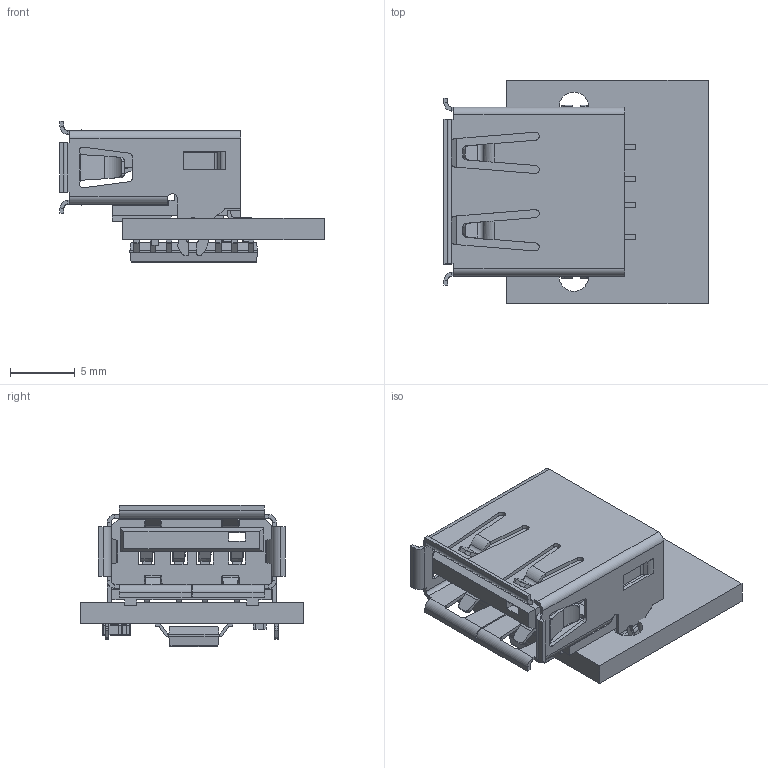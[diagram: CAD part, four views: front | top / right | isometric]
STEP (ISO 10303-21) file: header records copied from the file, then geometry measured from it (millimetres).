
FILE_DESCRIPTION(('Open CASCADE Model'),'2;1');
FILE_NAME('Open CASCADE Shape Model','2025-04-24T12:06:40',('Author'),( 'Open CASCADE'),'Open CASCADE STEP processor 7.5','Open CASCADE 7.5' ,'Unknown');
FILE_SCHEMA(('AUTOMOTIVE_DESIGN { 1 0 10303 214 1 1 1 1 }'));
Length unit declared in the file: millimetre
Products named in the file (13): Open CASCADE STEP translator 7.5 1; Open CASCADE STEP translator 7.5 2; Open CASCADE STEP translator 7.5 3; Open CASCADE STEP translator 7.5 4; Open CASCADE STEP translator 7.5 5; Open CASCADE STEP translator 7.5 6; Open CASCADE STEP translator 7.5 7; Open CASCADE STEP translator 7.5 8; Open CASCADE STEP translator 7.5 9; Open CASCADE STEP translator 7.5 10; Open CASCADE STEP translator 7.5 11; Open CASCADE STEP translator 7.5 12; Open CASCADE STEP translator 7.5 13
Bounding box: 20.47 x 17.3 x 10.93 mm (x, y, z)
Volume: 1024.3 mm3; surface area: 2860.9 mm2
Topology: 28 solids, 32 shells, 1231 faces, 3221 edges, 1999 vertices
Faces by surface type: plane 820, cylinder 302, bspline 84, sphere 16, extrusion 8, cone 1
Full cylindrical faces by diameter (mm): 0.487 x1, 2.3 x2
Entity records: 40918 total; most frequent: CARTESIAN_POINT 10794, ORIENTED_EDGE 6410, DIRECTION 5777, EDGE_CURVE 3205, VECTOR 2533, LINE 2525, VERTEX_POINT 1999, AXIS2_PLACEMENT_3D 1622
